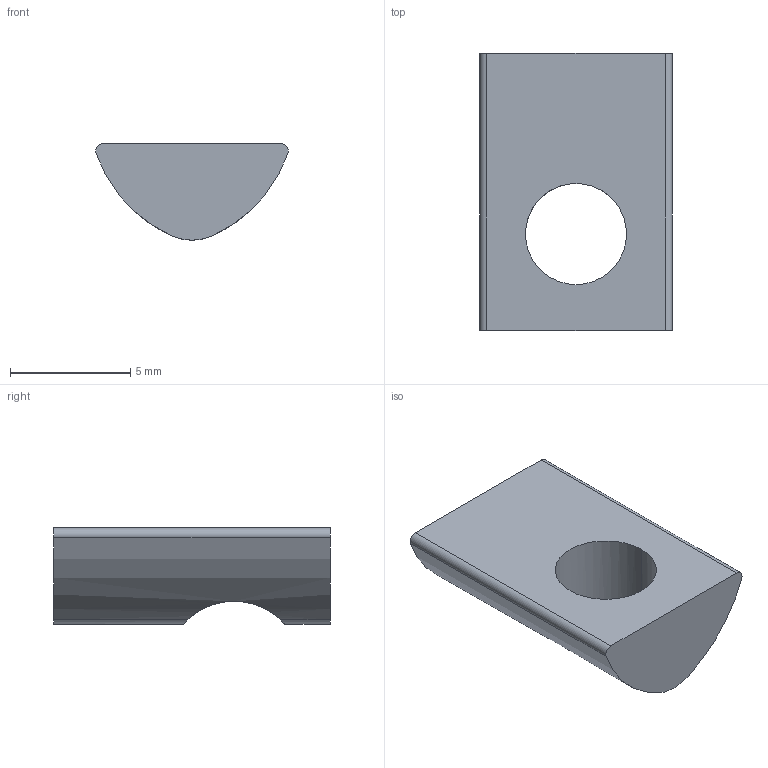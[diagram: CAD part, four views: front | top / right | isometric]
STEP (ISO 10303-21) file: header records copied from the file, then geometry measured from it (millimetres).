
FILE_DESCRIPTION (( 'STEP AP203' ), '1' );
FILE_NAME ('PN4035-Rollco.step', '2021-07-08T08:06:59', ( '' ), ( '' ), 'SwSTEP 2.0', 'SolidWorks 2014', '' );
FILE_SCHEMA (( 'CONFIG_CONTROL_DESIGN' ));
Length unit declared in the file: millimetre
Products named in the file (1): PN4035-Rollco
Bounding box: 8 x 11.5 x 4 mm (x, y, z)
Volume: 210.8 mm3; surface area: 290.8 mm2
Topology: 1 solids, 1 shells, 15 faces, 40 edges, 26 vertices
Faces by surface type: cylinder 12, plane 3
Entity records: 595 total; most frequent: CARTESIAN_POINT 138, ORIENTED_EDGE 80, DIRECTION 80, EDGE_CURVE 40, AXIS2_PLACEMENT_3D 32, VERTEX_POINT 26, CIRCLE 16, EDGE_LOOP 16
